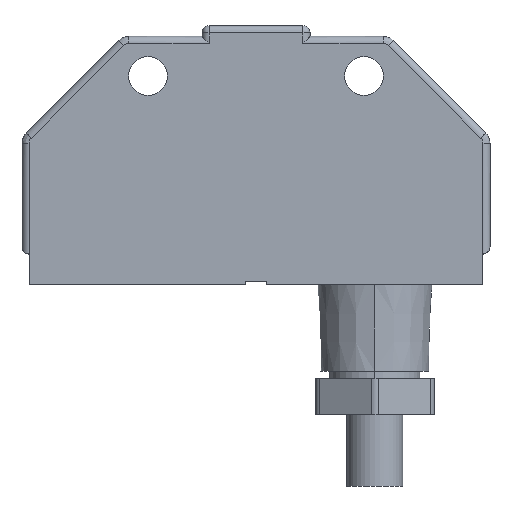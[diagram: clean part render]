
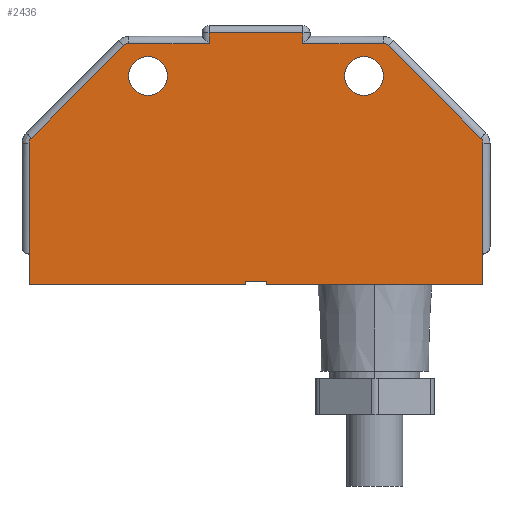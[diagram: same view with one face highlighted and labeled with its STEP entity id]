
A CAD part, front view. The second image highlights one B-rep face of the part: STEP entity #2436.
In plain terms, the highlighted planar face has unit normal (0, -1, 0).
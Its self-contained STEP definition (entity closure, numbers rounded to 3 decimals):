
#40=CARTESIAN_POINT('',(15.,0.,28.5));
#41=DIRECTION('',(0.,-1.,0.));
#42=DIRECTION('',(-1.,0.,0.));
#43=AXIS2_PLACEMENT_3D('',#40,#41,#42);
#49=CARTESIAN_POINT('',(15.,0.,28.5));
#50=DIRECTION('',(0.,-1.,0.));
#51=DIRECTION('',(1.,0.,0.));
#52=AXIS2_PLACEMENT_3D('',#49,#50,#51);
#57=CARTESIAN_POINT('',(-15.,0.,28.5));
#58=DIRECTION('',(0.,-1.,0.));
#59=DIRECTION('',(-1.,0.,0.));
#60=AXIS2_PLACEMENT_3D('',#57,#58,#59);
#65=CARTESIAN_POINT('',(-15.,0.,28.5));
#66=DIRECTION('',(0.,-1.,0.));
#67=DIRECTION('',(1.,0.,0.));
#68=AXIS2_PLACEMENT_3D('',#65,#66,#67);
#73=DIRECTION('',(0.,0.,-1.));
#74=VECTOR('',#73,4.254);
#75=CARTESIAN_POINT('',(31.5,0.,3.754));
#76=LINE('',#75,#74);
#80=DIRECTION('',(0.,0.,1.));
#81=VECTOR('',#80,0.508);
#82=CARTESIAN_POINT('',(1.5,0.,-0.5));
#83=LINE('',#82,#81);
#87=CARTESIAN_POINT('',(0.,0.,134.031));
#88=DIRECTION('',(0.,1.,0.));
#89=DIRECTION('',(0.011,0.,-1.));
#90=AXIS2_PLACEMENT_3D('',#87,#88,#89);
#95=DIRECTION('',(0.,0.,-1.));
#96=VECTOR('',#95,0.508);
#97=CARTESIAN_POINT('',(-1.5,0.,0.008));
#98=LINE('',#97,#96);
#102=DIRECTION('',(0.,0.,1.));
#103=VECTOR('',#102,4.254);
#104=CARTESIAN_POINT('',(-31.5,0.,-0.5));
#105=LINE('',#104,#103);
#109=CARTESIAN_POINT('',(-30.5,0.,19.172));
#110=DIRECTION('',(0.,1.,0.));
#111=DIRECTION('',(-1.,0.,0.));
#112=AXIS2_PLACEMENT_3D('',#109,#110,#111);
#117=DIRECTION('',(0.707,0.,0.707));
#118=VECTOR('',#117,18.142);
#119=CARTESIAN_POINT('',(-31.207,0.,
19.879));
#120=LINE('',#119,#118);
#124=CARTESIAN_POINT('',(-17.672,0.,
32.));
#125=DIRECTION('',(0.,1.,0.));
#126=DIRECTION('',(-0.707,0.,0.707));
#127=AXIS2_PLACEMENT_3D('',#124,#125,#126);
#132=CARTESIAN_POINT('',(17.672,0.,32.));
#133=DIRECTION('',(0.,1.,0.));
#134=DIRECTION('',(0.,0.,1.));
#135=AXIS2_PLACEMENT_3D('',#132,#133,#134);
#140=DIRECTION('',(0.707,0.,-0.707));
#141=VECTOR('',#140,18.142);
#142=CARTESIAN_POINT('',(18.379,0.,32.707));
#143=LINE('',#142,#141);
#147=CARTESIAN_POINT('',(30.5,0.,19.172));
#148=DIRECTION('',(0.,1.,0.));
#149=DIRECTION('',(0.707,0.,0.707));
#150=AXIS2_PLACEMENT_3D('',#147,#148,#149);
#444=DIRECTION('',(0.,0.,1.));
#445=VECTOR('',#444,1.5);
#446=CARTESIAN_POINT('',(6.5,0.,33.));
#447=LINE('',#446,#445);
#496=DIRECTION('',(-1.,0.,0.));
#497=VECTOR('',#496,13.);
#498=CARTESIAN_POINT('',(6.5,0.,34.5));
#499=LINE('',#498,#497);
#633=DIRECTION('',(-1.,0.,0.));
#634=VECTOR('',#633,11.172);
#635=CARTESIAN_POINT('',(-6.5,0.,33.));
#636=LINE('',#635,#634);
#702=DIRECTION('',(0.,0.,-1.));
#703=VECTOR('',#702,15.417);
#704=CARTESIAN_POINT('',(-31.5,0.,
19.172));
#705=LINE('',#704,#703);
#732=CARTESIAN_POINT('',(31.5,0.,3.754));
#752=CARTESIAN_POINT('',(-31.5,0.,3.754));
#783=DIRECTION('',(0.,0.,1.));
#784=VECTOR('',#783,15.417);
#785=CARTESIAN_POINT('',(31.5,0.,3.754));
#786=LINE('',#785,#784);
#1352=DIRECTION('',(1.,0.,0.));
#1353=VECTOR('',#1352,30.);
#1354=CARTESIAN_POINT('',(-31.5,0.,-0.5));
#1355=LINE('',#1354,#1353);
#1497=DIRECTION('',(1.,0.,0.));
#1498=VECTOR('',#1497,30.);
#1499=CARTESIAN_POINT('',(1.5,0.,-0.5));
#1500=LINE('',#1499,#1498);
#2010=DIRECTION('',(-1.,0.,0.));
#2011=VECTOR('',#2010,11.172);
#2012=CARTESIAN_POINT('',(17.672,0.,
33.));
#2013=LINE('',#2012,#2011);
#2037=DIRECTION('',(0.,0.,-1.));
#2038=VECTOR('',#2037,1.5);
#2039=CARTESIAN_POINT('',(-6.5,0.,34.5));
#2040=LINE('',#2039,#2038);
#2057=CARTESIAN_POINT('',(6.5,0.,33.));
#2058=CARTESIAN_POINT('',(6.5,0.,34.5));
#2059=VERTEX_POINT('',#2057);
#2060=VERTEX_POINT('',#2058);
#2061=CARTESIAN_POINT('',(17.672,0.,
33.));
#2062=VERTEX_POINT('',#2061);
#2063=CARTESIAN_POINT('',(18.379,0.,
32.707));
#2064=VERTEX_POINT('',#2063);
#2065=CARTESIAN_POINT('',(31.207,0.,
19.879));
#2066=VERTEX_POINT('',#2065);
#2067=CARTESIAN_POINT('',(31.5,0.,
19.172));
#2068=VERTEX_POINT('',#2067);
#2069=CARTESIAN_POINT('',(-31.5,0.,
19.172));
#2070=CARTESIAN_POINT('',(-31.207,0.,
19.879));
#2071=VERTEX_POINT('',#2069);
#2072=VERTEX_POINT('',#2070);
#2073=CARTESIAN_POINT('',(-18.379,0.,
32.707));
#2074=VERTEX_POINT('',#2073);
#2075=CARTESIAN_POINT('',(-17.672,0.,
33.));
#2076=VERTEX_POINT('',#2075);
#2077=CARTESIAN_POINT('',(-6.5,0.,33.));
#2078=VERTEX_POINT('',#2077);
#2079=CARTESIAN_POINT('',(-6.5,0.,34.5));
#2080=VERTEX_POINT('',#2079);
#2081=CARTESIAN_POINT('',(12.3,0.,28.5));
#2082=CARTESIAN_POINT('',(17.7,0.,28.5));
#2083=VERTEX_POINT('',#2081);
#2084=VERTEX_POINT('',#2082);
#2085=CARTESIAN_POINT('',(-17.7,0.,28.5));
#2086=CARTESIAN_POINT('',(-12.3,0.,28.5));
#2087=VERTEX_POINT('',#2085);
#2088=VERTEX_POINT('',#2086);
#2210=VERTEX_POINT('',#732);
#2211=VERTEX_POINT('',#752);
#2245=CARTESIAN_POINT('',(1.5,0.,0.008));
#2246=CARTESIAN_POINT('',(-1.5,0.,0.008));
#2247=VERTEX_POINT('',#2245);
#2248=VERTEX_POINT('',#2246);
#2249=CARTESIAN_POINT('',(1.5,0.,-0.5));
#2250=VERTEX_POINT('',#2249);
#2251=CARTESIAN_POINT('',(-1.5,0.,-0.5));
#2252=VERTEX_POINT('',#2251);
#2253=CARTESIAN_POINT('',(31.5,0.,-0.5));
#2254=VERTEX_POINT('',#2253);
#2255=CARTESIAN_POINT('',(-31.5,0.,-0.5));
#2256=VERTEX_POINT('',#2255);
#2377=CARTESIAN_POINT('',(0.,0.,0.));
#2378=DIRECTION('',(0.,1.,0.));
#2379=DIRECTION('',(1.,0.,0.));
#2380=AXIS2_PLACEMENT_3D('',#2377,#2378,#2379);
#2381=PLANE('',#2380);
#2383=ORIENTED_EDGE('',*,*,#2382,.F.);
#2385=ORIENTED_EDGE('',*,*,#2384,.T.);
#2387=ORIENTED_EDGE('',*,*,#2386,.F.);
#2389=ORIENTED_EDGE('',*,*,#2388,.T.);
#2391=ORIENTED_EDGE('',*,*,#2390,.T.);
#2393=ORIENTED_EDGE('',*,*,#2392,.T.);
#2395=ORIENTED_EDGE('',*,*,#2394,.F.);
#2397=ORIENTED_EDGE('',*,*,#2396,.T.);
#2399=ORIENTED_EDGE('',*,*,#2398,.F.);
#2401=ORIENTED_EDGE('',*,*,#2400,.T.);
#2403=ORIENTED_EDGE('',*,*,#2402,.T.);
#2405=ORIENTED_EDGE('',*,*,#2404,.T.);
#2407=ORIENTED_EDGE('',*,*,#2406,.F.);
#2409=ORIENTED_EDGE('',*,*,#2408,.F.);
#2411=ORIENTED_EDGE('',*,*,#2410,.F.);
#2413=ORIENTED_EDGE('',*,*,#2412,.F.);
#2415=ORIENTED_EDGE('',*,*,#2414,.F.);
#2417=ORIENTED_EDGE('',*,*,#2416,.T.);
#2419=ORIENTED_EDGE('',*,*,#2418,.T.);
#2421=ORIENTED_EDGE('',*,*,#2420,.T.);
#2422=EDGE_LOOP('',(#2383,#2385,#2387,#2389,#2391,#2393,#2395,#2397,#2399,#2401,
#2403,#2405,#2407,#2409,#2411,#2413,#2415,#2417,#2419,#2421));
#2423=FACE_OUTER_BOUND('',#2422,.F.);
#2425=ORIENTED_EDGE('',*,*,#2424,.T.);
#2427=ORIENTED_EDGE('',*,*,#2426,.T.);
#2428=EDGE_LOOP('',(#2425,#2427));
#2429=FACE_BOUND('',#2428,.F.);
#2431=ORIENTED_EDGE('',*,*,#2430,.T.);
#2433=ORIENTED_EDGE('',*,*,#2432,.T.);
#2434=EDGE_LOOP('',(#2431,#2433));
#2435=FACE_BOUND('',#2434,.F.);
#2436=ADVANCED_FACE('',(#2423,#2429,#2435),#2381,.F.);
#44=CIRCLE('',#43,2.7);
#53=CIRCLE('',#52,2.7);
#61=CIRCLE('',#60,2.7);
#69=CIRCLE('',#68,2.7);
#91=CIRCLE('',#90,134.031);
#113=CIRCLE('',#112,1.);
#128=CIRCLE('',#127,1.);
#136=CIRCLE('',#135,1.);
#151=CIRCLE('',#150,1.);
#2382=EDGE_CURVE('',#2210,#2068,#786,.T.);
#2384=EDGE_CURVE('',#2210,#2254,#76,.T.);
#2386=EDGE_CURVE('',#2250,#2254,#1500,.T.);
#2388=EDGE_CURVE('',#2250,#2247,#83,.T.);
#2390=EDGE_CURVE('',#2247,#2248,#91,.T.);
#2392=EDGE_CURVE('',#2248,#2252,#98,.T.);
#2394=EDGE_CURVE('',#2256,#2252,#1355,.T.);
#2396=EDGE_CURVE('',#2256,#2211,#105,.T.);
#2398=EDGE_CURVE('',#2071,#2211,#705,.T.);
#2400=EDGE_CURVE('',#2071,#2072,#113,.T.);
#2402=EDGE_CURVE('',#2072,#2074,#120,.T.);
#2404=EDGE_CURVE('',#2074,#2076,#128,.T.);
#2406=EDGE_CURVE('',#2078,#2076,#636,.T.);
#2408=EDGE_CURVE('',#2080,#2078,#2040,.T.);
#2410=EDGE_CURVE('',#2060,#2080,#499,.T.);
#2412=EDGE_CURVE('',#2059,#2060,#447,.T.);
#2414=EDGE_CURVE('',#2062,#2059,#2013,.T.);
#2416=EDGE_CURVE('',#2062,#2064,#136,.T.);
#2418=EDGE_CURVE('',#2064,#2066,#143,.T.);
#2420=EDGE_CURVE('',#2066,#2068,#151,.T.);
#2424=EDGE_CURVE('',#2087,#2088,#61,.T.);
#2426=EDGE_CURVE('',#2088,#2087,#69,.T.);
#2430=EDGE_CURVE('',#2083,#2084,#44,.T.);
#2432=EDGE_CURVE('',#2084,#2083,#53,.T.);
